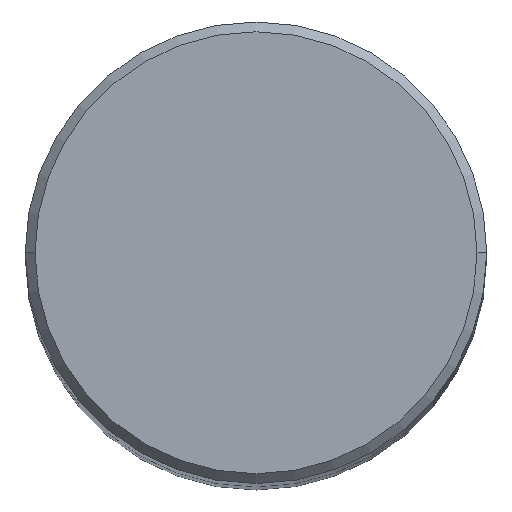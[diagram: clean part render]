
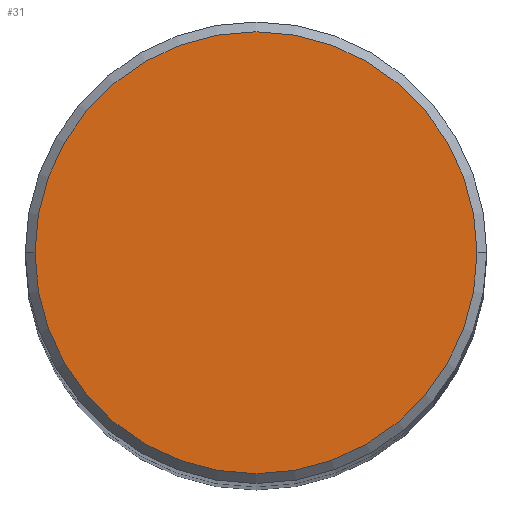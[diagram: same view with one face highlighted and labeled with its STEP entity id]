
A CAD part, top view. The second image highlights one B-rep face of the part: STEP entity #31.
In plain terms, the highlighted planar face has unit normal (0, 0, 1).
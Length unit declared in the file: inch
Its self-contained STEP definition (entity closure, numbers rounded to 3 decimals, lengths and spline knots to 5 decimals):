
#31 = ADVANCED_FACE ( 'NONE', ( #236 ), #96, .T. ) ;
#46 = AXIS2_PLACEMENT_3D ( 'NONE', #94, #283, #280 ) ;
#49 = VERTEX_POINT ( 'NONE', #191 ) ;
#71 = EDGE_LOOP ( 'NONE', ( #233, #167 ) ) ;
#94 = CARTESIAN_POINT ( 'NONE',  ( 0., 0., 5.90551 ) ) ;
#96 = PLANE ( 'NONE',  #46 ) ;
#99 = DIRECTION ( 'NONE',  ( 1., 0., 0. ) ) ;
#104 = EDGE_CURVE ( 'NONE', #180, #49, #253, .T. ) ;
#142 = AXIS2_PLACEMENT_3D ( 'NONE', #193, #245, #99 ) ;
#151 = CARTESIAN_POINT ( 'NONE',  ( -0.33933, 0., 5.90551 ) ) ;
#152 = DIRECTION ( 'NONE',  ( 0., 0., 1. ) ) ;
#167 = ORIENTED_EDGE ( 'NONE', *, *, #268, .T. ) ;
#180 = VERTEX_POINT ( 'NONE', #151 ) ;
#191 = CARTESIAN_POINT ( 'NONE',  ( 0.33933, 0., 5.90551 ) ) ;
#193 = CARTESIAN_POINT ( 'NONE',  ( 0., 0., 5.90551 ) ) ;
#218 = CIRCLE ( 'NONE', #285, 0.33933 ) ;
#229 = DIRECTION ( 'NONE',  ( 1., 0., 0. ) ) ;
#233 = ORIENTED_EDGE ( 'NONE', *, *, #104, .T. ) ;
#236 = FACE_OUTER_BOUND ( 'NONE', #71, .T. ) ;
#245 = DIRECTION ( 'NONE',  ( 0., 0., 1. ) ) ;
#253 = CIRCLE ( 'NONE', #142, 0.33933 ) ;
#268 = EDGE_CURVE ( 'NONE', #49, #180, #218, .T. ) ;
#270 = CARTESIAN_POINT ( 'NONE',  ( 0., 0., 5.90551 ) ) ;
#280 = DIRECTION ( 'NONE',  ( 1., 0., 0. ) ) ;
#283 = DIRECTION ( 'NONE',  ( 0., 0., 1. ) ) ;
#285 = AXIS2_PLACEMENT_3D ( 'NONE', #270, #152, #229 ) ;
